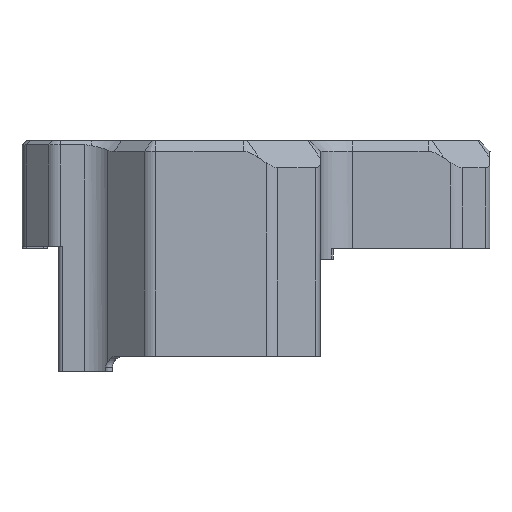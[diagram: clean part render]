
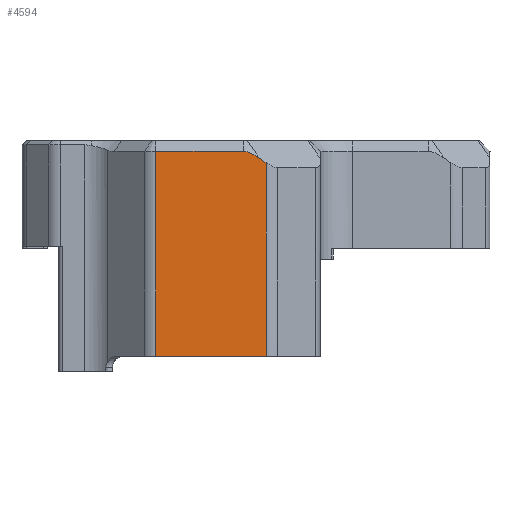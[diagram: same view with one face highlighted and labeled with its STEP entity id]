
A CAD part, front view. The second image highlights one B-rep face of the part: STEP entity #4594.
In plain terms, the highlighted planar face has unit normal (0, -1, 0).
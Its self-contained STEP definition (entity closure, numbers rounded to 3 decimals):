
#42=(
BOUNDED_CURVE()
B_SPLINE_CURVE(2,(#7759,#7760,#7761),.UNSPECIFIED.,.F.,.F.)
B_SPLINE_CURVE_WITH_KNOTS((3,3),(2.231,2.797),
 .UNSPECIFIED.)
CURVE()
GEOMETRIC_REPRESENTATION_ITEM()
RATIONAL_B_SPLINE_CURVE((1.,1.367,1.548))
REPRESENTATION_ITEM('')
);
#193=PLANE('',#5035);
#481=FACE_OUTER_BOUND('',#748,.T.);
#748=EDGE_LOOP('',(#3982,#3983,#3984,#3985,#3986,#3987));
#1159=LINE('',#7753,#1572);
#1160=LINE('',#7757,#1573);
#1161=LINE('',#7763,#1574);
#1162=LINE('',#7765,#1575);
#1163=LINE('',#7766,#1576);
#1572=VECTOR('',#6197,10.);
#1573=VECTOR('',#6202,10.);
#1574=VECTOR('',#6203,10.);
#1575=VECTOR('',#6204,10.);
#1576=VECTOR('',#6205,10.);
#2230=VERTEX_POINT('',#7750);
#2231=VERTEX_POINT('',#7752);
#2232=VERTEX_POINT('',#7756);
#2233=VERTEX_POINT('',#7758);
#2234=VERTEX_POINT('',#7762);
#2235=VERTEX_POINT('',#7764);
#2845=EDGE_CURVE('',#2230,#2231,#1159,.T.);
#2847=EDGE_CURVE('',#2230,#2232,#1160,.T.);
#2848=EDGE_CURVE('',#2233,#2232,#42,.T.);
#2849=EDGE_CURVE('',#2234,#2233,#1161,.T.);
#2850=EDGE_CURVE('',#2234,#2235,#1162,.T.);
#2851=EDGE_CURVE('',#2235,#2231,#1163,.T.);
#3982=ORIENTED_EDGE('',*,*,#2845,.F.);
#3983=ORIENTED_EDGE('',*,*,#2847,.T.);
#3984=ORIENTED_EDGE('',*,*,#2848,.F.);
#3985=ORIENTED_EDGE('',*,*,#2849,.F.);
#3986=ORIENTED_EDGE('',*,*,#2850,.T.);
#3987=ORIENTED_EDGE('',*,*,#2851,.T.);
#4594=ADVANCED_FACE('',(#481),#193,.F.);
#5035=AXIS2_PLACEMENT_3D('',#7755,#6200,#6201);
#6197=DIRECTION('',(0.,0.,-1.));
#6200=DIRECTION('center_axis',(0.,1.,0.));
#6201=DIRECTION('ref_axis',(-1.,0.,0.));
#6202=DIRECTION('',(-0.816,0.,0.577));
#6203=DIRECTION('',(1.,0.,0.));
#6204=DIRECTION('',(0.,0.,-1.));
#6205=DIRECTION('',(1.,0.,0.));
#7750=CARTESIAN_POINT('',(73.035,53.76,-20.061));
#7752=CARTESIAN_POINT('',(73.035,53.76,-38.));
#7753=CARTESIAN_POINT('',(73.035,53.76,-33.4));
#7755=CARTESIAN_POINT('Origin',(73.657,53.76,-59.));
#7756=CARTESIAN_POINT('',(72.414,53.76,-19.621));
#7757=CARTESIAN_POINT('',(85.276,53.76,-28.716));
#7758=CARTESIAN_POINT('',(70.914,53.76,-19.));
#7759=CARTESIAN_POINT('Ctrl Pts',(70.914,53.76,-19.));
#7760=CARTESIAN_POINT('Ctrl Pts',(71.535,53.76,-19.));
#7761=CARTESIAN_POINT('Ctrl Pts',(72.414,53.76,-19.621));
#7762=CARTESIAN_POINT('',(62.812,53.76,-19.));
#7763=CARTESIAN_POINT('',(77.078,53.76,-19.));
#7764=CARTESIAN_POINT('',(62.812,53.76,-38.));
#7765=CARTESIAN_POINT('',(62.812,53.76,-33.4));
#7766=CARTESIAN_POINT('',(74.578,53.76,-38.));
